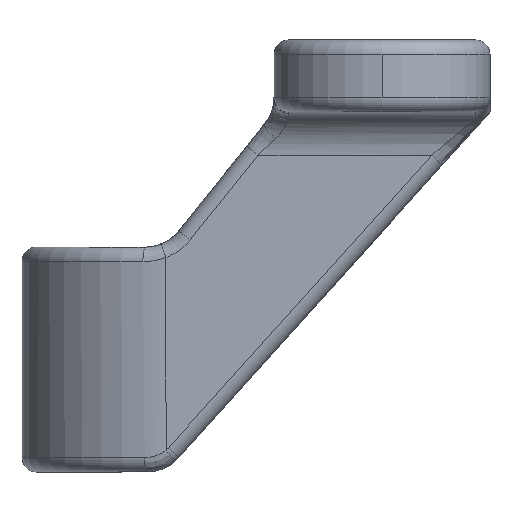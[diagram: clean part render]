
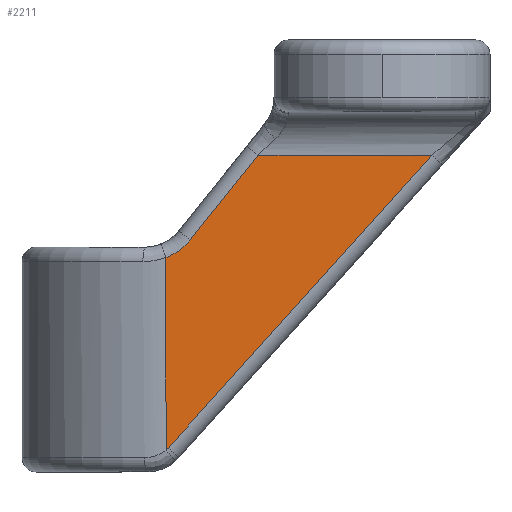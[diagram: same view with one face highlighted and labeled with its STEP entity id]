
A CAD part, left-side view. The second image highlights one B-rep face of the part: STEP entity #2211.
In plain terms, the highlighted planar face has unit normal (-1, 0, 0).
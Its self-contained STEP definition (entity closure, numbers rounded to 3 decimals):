
#28 = CARTESIAN_POINT ( 'NONE',  ( 22., -3.4, -3.06 ) ) ;
#57 = EDGE_CURVE ( 'NONE', #493, #475, #2490, .T. ) ;
#90 = ORIENTED_EDGE ( 'NONE', *, *, #2179, .T. ) ;
#93 = EDGE_CURVE ( 'NONE', #475, #257, #1819, .T. ) ;
#149 = VERTEX_POINT ( 'NONE', #2452 ) ;
#154 = ORIENTED_EDGE ( 'NONE', *, *, #93, .T. ) ;
#190 = DIRECTION ( 'NONE',  ( 0., 0., -1. ) ) ;
#257 = VERTEX_POINT ( 'NONE', #2306 ) ;
#332 = ORIENTED_EDGE ( 'NONE', *, *, #2314, .T. ) ;
#390 = CARTESIAN_POINT ( 'NONE',  ( 22., 16.336, -22. ) ) ;
#419 = EDGE_LOOP ( 'NONE', ( #1017, #154, #90, #1047, #885, #332 ) ) ;
#475 = VERTEX_POINT ( 'NONE', #827 ) ;
#493 = VERTEX_POINT ( 'NONE', #2563 ) ;
#516 = VECTOR ( 'NONE', #1591, 1000. ) ;
#564 = EDGE_CURVE ( 'NONE', #149, #2618, #825, .T. ) ;
#668 = DIRECTION ( 'NONE',  ( 0., 1., 0. ) ) ;
#692 = AXIS2_PLACEMENT_3D ( 'NONE', #1454, #859, #2261 ) ;
#822 = DIRECTION ( 'NONE',  ( 0., 0., -1. ) ) ;
#825 = LINE ( 'NONE', #28, #1231 ) ;
#827 = CARTESIAN_POINT ( 'NONE',  ( 22., 13.318, -8.879 ) ) ;
#835 = LINE ( 'NONE', #1854, #1761 ) ;
#859 = DIRECTION ( 'NONE',  ( 1., 0., 0. ) ) ;
#885 = ORIENTED_EDGE ( 'NONE', *, *, #564, .T. ) ;
#973 = AXIS2_PLACEMENT_3D ( 'NONE', #1403, #2396, #822 ) ;
#979 = DIRECTION ( 'NONE',  ( 0., -0.669, 0.743 ) ) ;
#1017 = ORIENTED_EDGE ( 'NONE', *, *, #57, .T. ) ;
#1047 = ORIENTED_EDGE ( 'NONE', *, *, #1844, .T. ) ;
#1121 = DIRECTION ( 'NONE',  ( 0., 0.624, -0.781 ) ) ;
#1188 = DIRECTION ( 'NONE',  ( -1., 0., 0. ) ) ;
#1231 = VECTOR ( 'NONE', #979, 1000. ) ;
#1399 = VERTEX_POINT ( 'NONE', #1612 ) ;
#1403 = CARTESIAN_POINT ( 'NONE',  ( 22., 0., 0. ) ) ;
#1454 = CARTESIAN_POINT ( 'NONE',  ( 22., 16.442, -6.381 ) ) ;
#1480 = CARTESIAN_POINT ( 'NONE',  ( 22., 3.794, 3.034 ) ) ;
#1591 = DIRECTION ( 'NONE',  ( 0., 0., -1. ) ) ;
#1612 = CARTESIAN_POINT ( 'NONE',  ( 22., 15., -23.488 ) ) ;
#1663 = CIRCLE ( 'NONE', #2385, 2. ) ;
#1761 = VECTOR ( 'NONE', #668, 1000. ) ;
#1778 = PLANE ( 'NONE',  #973 ) ;
#1819 = CIRCLE ( 'NONE', #692, 4. ) ;
#1844 = EDGE_CURVE ( 'NONE', #1399, #149, #1663, .T. ) ;
#1854 = CARTESIAN_POINT ( 'NONE',  ( 22., 0., -3. ) ) ;
#1987 = FACE_OUTER_BOUND ( 'NONE', #419, .T. ) ;
#2125 = VECTOR ( 'NONE', #1121, 1000. ) ;
#2179 = EDGE_CURVE ( 'NONE', #257, #1399, #2412, .T. ) ;
#2211 = ADVANCED_FACE ( 'NONE', ( #1987 ), #1778, .F. ) ;
#2226 = CARTESIAN_POINT ( 'NONE',  ( 22., 15., -25. ) ) ;
#2261 = DIRECTION ( 'NONE',  ( 0., 0., -1. ) ) ;
#2306 = CARTESIAN_POINT ( 'NONE',  ( 22., 15., -10.112 ) ) ;
#2314 = EDGE_CURVE ( 'NONE', #2618, #493, #835, .T. ) ;
#2385 = AXIS2_PLACEMENT_3D ( 'NONE', #390, #1188, #190 ) ;
#2396 = DIRECTION ( 'NONE',  ( 1., 0., 0. ) ) ;
#2412 = LINE ( 'NONE', #2226, #516 ) ;
#2452 = CARTESIAN_POINT ( 'NONE',  ( 22., 14.849, -23.338 ) ) ;
#2490 = LINE ( 'NONE', #1480, #2125 ) ;
#2563 = CARTESIAN_POINT ( 'NONE',  ( 22., 8.618, -3. ) ) ;
#2578 = CARTESIAN_POINT ( 'NONE',  ( 22., -3.455, -3. ) ) ;
#2618 = VERTEX_POINT ( 'NONE', #2578 ) ;
